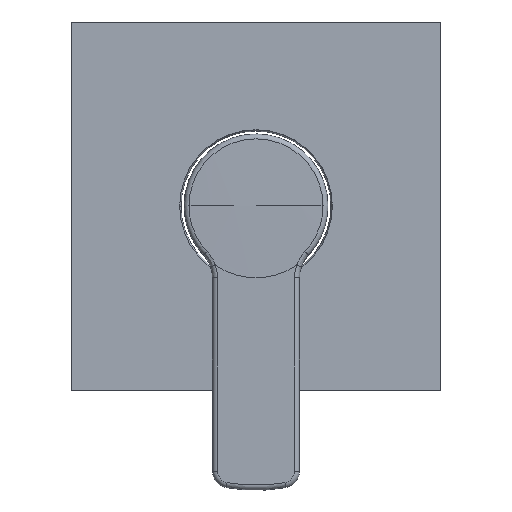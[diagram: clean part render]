
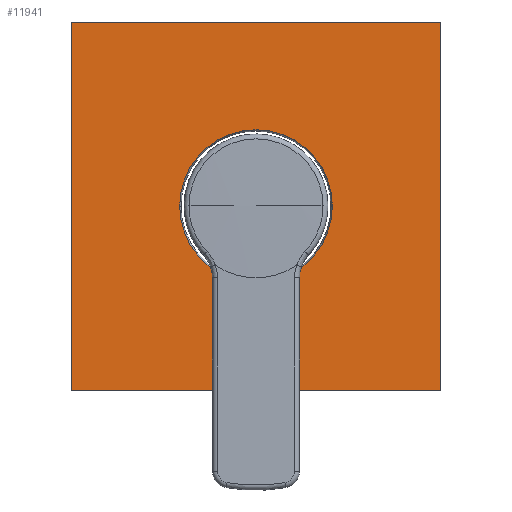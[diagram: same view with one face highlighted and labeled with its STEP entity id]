
A CAD part, top view. The second image highlights one B-rep face of the part: STEP entity #11941.
In plain terms, the highlighted planar face has unit normal (0, 0, 1).
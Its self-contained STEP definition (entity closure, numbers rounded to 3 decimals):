
#11049=DIRECTION('',(0.,1.,0.));
#11050=VECTOR('',#11049,110.);
#11051=CARTESIAN_POINT('',(55.,-55.,-2.));
#11052=LINE('',#11051,#11050);
#11053=DIRECTION('',(1.,0.,0.));
#11054=VECTOR('',#11053,110.);
#11055=CARTESIAN_POINT('',(-55.,-55.,-2.));
#11056=LINE('',#11055,#11054);
#11057=DIRECTION('',(0.,-1.,0.));
#11058=VECTOR('',#11057,110.);
#11059=CARTESIAN_POINT('',(-55.,55.,-2.));
#11060=LINE('',#11059,#11058);
#11061=DIRECTION('',(-1.,0.,0.));
#11062=VECTOR('',#11061,110.);
#11063=CARTESIAN_POINT('',(55.,55.,-2.));
#11064=LINE('',#11063,#11062);
#11065=CARTESIAN_POINT('',(0.,0.,-2.));
#11066=DIRECTION('',(0.,0.,-1.));
#11067=DIRECTION('',(-1.,0.,0.));
#11068=AXIS2_PLACEMENT_3D('',#11065,#11066,#11067);
#11070=CARTESIAN_POINT('',(0.,0.,-2.));
#11071=DIRECTION('',(0.,0.,-1.));
#11072=DIRECTION('',(1.,0.,0.));
#11073=AXIS2_PLACEMENT_3D('',#11070,#11071,#11072);
#11247=CARTESIAN_POINT('',(-22.8,0.,-2.));
#11248=CARTESIAN_POINT('',(22.8,0.,-2.));
#11249=VERTEX_POINT('',#11247);
#11250=VERTEX_POINT('',#11248);
#11251=CARTESIAN_POINT('',(55.,-55.,-2.));
#11252=CARTESIAN_POINT('',(55.,55.,-2.));
#11253=VERTEX_POINT('',#11251);
#11254=VERTEX_POINT('',#11252);
#11255=CARTESIAN_POINT('',(-55.,55.,-2.));
#11256=VERTEX_POINT('',#11255);
#11257=CARTESIAN_POINT('',(-55.,-55.,-2.));
#11258=VERTEX_POINT('',#11257);
#11924=CARTESIAN_POINT('',(0.,0.,-2.));
#11925=DIRECTION('',(0.,0.,1.));
#11926=DIRECTION('',(-1.,0.,0.));
#11927=AXIS2_PLACEMENT_3D('',#11924,#11925,#11926);
#11928=PLANE('',#11927);
#11929=ORIENTED_EDGE('',*,*,#11711,.F.);
#11930=ORIENTED_EDGE('',*,*,#11740,.F.);
#11931=ORIENTED_EDGE('',*,*,#11867,.F.);
#11932=ORIENTED_EDGE('',*,*,#11892,.F.);
#11933=EDGE_LOOP('',(#11929,#11930,#11931,#11932));
#11934=FACE_OUTER_BOUND('',#11933,.F.);
#11936=ORIENTED_EDGE('',*,*,#11935,.F.);
#11938=ORIENTED_EDGE('',*,*,#11937,.F.);
#11939=EDGE_LOOP('',(#11936,#11938));
#11940=FACE_BOUND('',#11939,.F.);
#11941=ADVANCED_FACE('',(#11934,#11940),#11928,.T.);
#11069=CIRCLE('',#11068,22.8);
#11074=CIRCLE('',#11073,22.8);
#11711=EDGE_CURVE('',#11253,#11254,#11052,.T.);
#11740=EDGE_CURVE('',#11258,#11253,#11056,.T.);
#11867=EDGE_CURVE('',#11256,#11258,#11060,.T.);
#11892=EDGE_CURVE('',#11254,#11256,#11064,.T.);
#11935=EDGE_CURVE('',#11249,#11250,#11069,.T.);
#11937=EDGE_CURVE('',#11250,#11249,#11074,.T.);
